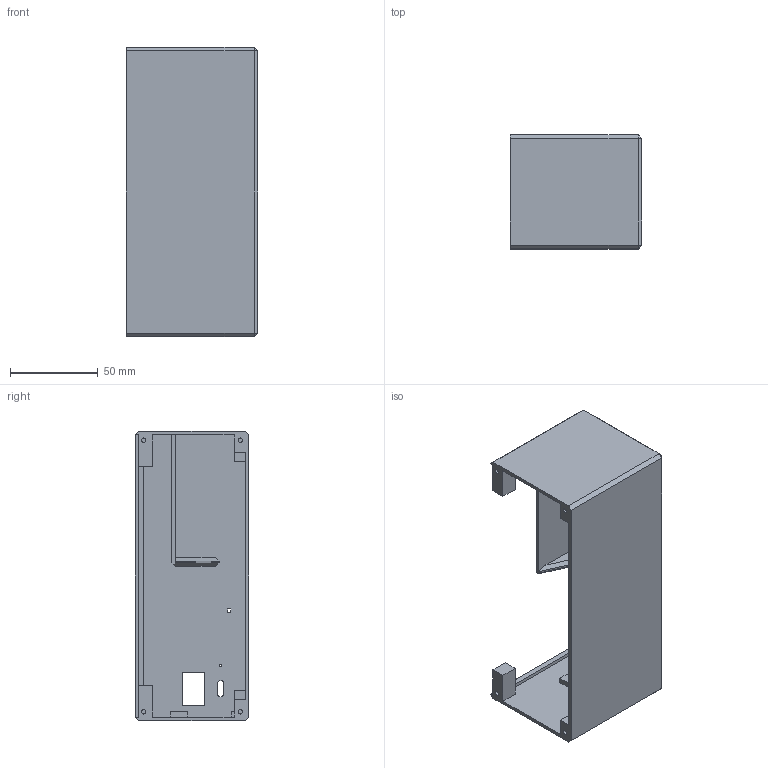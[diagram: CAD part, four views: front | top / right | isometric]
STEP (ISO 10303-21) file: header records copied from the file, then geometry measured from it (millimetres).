
FILE_DESCRIPTION(/* description */ (''),/* implementation_level */ '2;1');
FILE_NAME(/* name */ 'base.stp',/* time_stamp */ '2024-05-29T14:19:30+02:00',/* author */ ('michgae'),/* organization */ (''),/* preprocessor_version */ 'ST-DEVELOPER v20',/* originating_system */ 'Autodesk Inventor 2024',/* authorisation */ '');
FILE_SCHEMA (('AUTOMOTIVE_DESIGN { 1 0 10303 214 3 1 1 }'));
Length unit declared in the file: millimetre
Products named in the file (1): base
Bounding box: 75 x 65 x 165 mm (x, y, z)
Volume: 80895.2 mm3; surface area: 75896.9 mm2
Topology: 1 solids, 1 shells, 142 faces, 362 edges, 234 vertices
Faces by surface type: plane 120, cylinder 18, cone 4
Full cylindrical faces by diameter (mm): 1.5 x1, 2 x2, 2.5 x9
Entity records: 4288 total; most frequent: CARTESIAN_POINT 739, ORIENTED_EDGE 724, DIRECTION 695, EDGE_CURVE 362, LINE 315, VECTOR 315, VERTEX_POINT 234, AXIS2_PLACEMENT_3D 190
